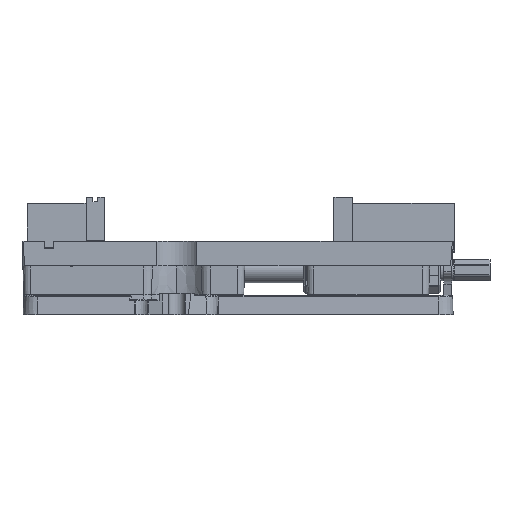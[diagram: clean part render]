
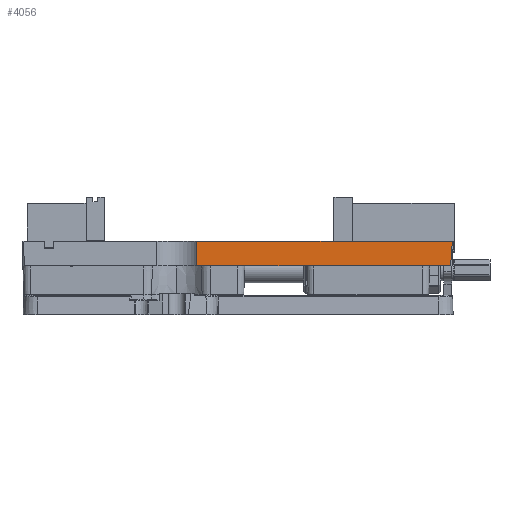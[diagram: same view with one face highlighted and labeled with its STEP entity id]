
A CAD part, top view. The second image highlights one B-rep face of the part: STEP entity #4056.
In plain terms, the highlighted planar face has unit normal (0, 0, 1).
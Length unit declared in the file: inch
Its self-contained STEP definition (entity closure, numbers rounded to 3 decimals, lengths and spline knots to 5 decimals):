
#1189 = DIRECTION ( 'NONE',  ( -0.07, -0.998, 0. ) ) ;
#2969 = PLANE ( 'NONE',  #30898 ) ;
#4056 = ADVANCED_FACE ( 'NONE', ( #4678 ), #2969, .T. ) ;
#4086 = EDGE_CURVE ( 'NONE', #19390, #8165, #25370, .T. ) ;
#4678 = FACE_OUTER_BOUND ( 'NONE', #16746, .T. ) ;
#5377 = CARTESIAN_POINT ( 'NONE',  ( 0.78062, 1.8095, 3. ) ) ;
#7081 = CARTESIAN_POINT ( 'NONE',  ( -6.07735, 1.774, 3. ) ) ;
#7147 = ORIENTED_EDGE ( 'NONE', *, *, #37529, .T. ) ;
#8165 = VERTEX_POINT ( 'NONE', #13101 ) ;
#10586 = DIRECTION ( 'NONE',  ( 1., 0., 0. ) ) ;
#11130 = LINE ( 'NONE', #19906, #40809 ) ;
#13101 = CARTESIAN_POINT ( 'NONE',  ( 10.80457, 2.774, 3. ) ) ;
#13975 = EDGE_CURVE ( 'NONE', #8165, #15244, #11130, .T. ) ;
#15244 = VERTEX_POINT ( 'NONE', #48965 ) ;
#16328 = EDGE_CURVE ( 'NONE', #15244, #17992, #18410, .T. ) ;
#16746 = EDGE_LOOP ( 'NONE', ( #7147, #41480, #40306, #30808 ) ) ;
#17992 = VERTEX_POINT ( 'NONE', #5377 ) ;
#18410 = LINE ( 'NONE', #33231, #45702 ) ;
#18626 = LINE ( 'NONE', #36541, #24575 ) ;
#18872 = VECTOR ( 'NONE', #48505, 39.37008 ) ;
#19390 = VERTEX_POINT ( 'NONE', #45485 ) ;
#19906 = CARTESIAN_POINT ( 'NONE',  ( 10.73805, 1.82108, 3. ) ) ;
#24575 = VECTOR ( 'NONE', #35182, 39.37008 ) ;
#25370 = LINE ( 'NONE', #29598, #18872 ) ;
#29598 = CARTESIAN_POINT ( 'NONE',  ( -6.07735, 2.774, 3. ) ) ;
#30808 = ORIENTED_EDGE ( 'NONE', *, *, #4086, .F. ) ;
#30898 = AXIS2_PLACEMENT_3D ( 'NONE', #7081, #41387, #10586 ) ;
#33231 = CARTESIAN_POINT ( 'NONE',  ( 13.20692, 1.8095, 3. ) ) ;
#35182 = DIRECTION ( 'NONE',  ( 0., -1., 0. ) ) ;
#36541 = CARTESIAN_POINT ( 'NONE',  ( 0.78062, -0.10104, 3. ) ) ;
#37529 = EDGE_CURVE ( 'NONE', #19390, #17992, #18626, .T. ) ;
#40306 = ORIENTED_EDGE ( 'NONE', *, *, #13975, .F. ) ;
#40809 = VECTOR ( 'NONE', #1189, 39.37008 ) ;
#40945 = DIRECTION ( 'NONE',  ( -1., 0., 0. ) ) ;
#41387 = DIRECTION ( 'NONE',  ( 0., 0., 1. ) ) ;
#41480 = ORIENTED_EDGE ( 'NONE', *, *, #16328, .F. ) ;
#45485 = CARTESIAN_POINT ( 'NONE',  ( 0.78062, 2.774, 3. ) ) ;
#45702 = VECTOR ( 'NONE', #40945, 39.37008 ) ;
#48505 = DIRECTION ( 'NONE',  ( 1., 0., 0. ) ) ;
#48965 = CARTESIAN_POINT ( 'NONE',  ( 10.73725, 1.8095, 3. ) ) ;
